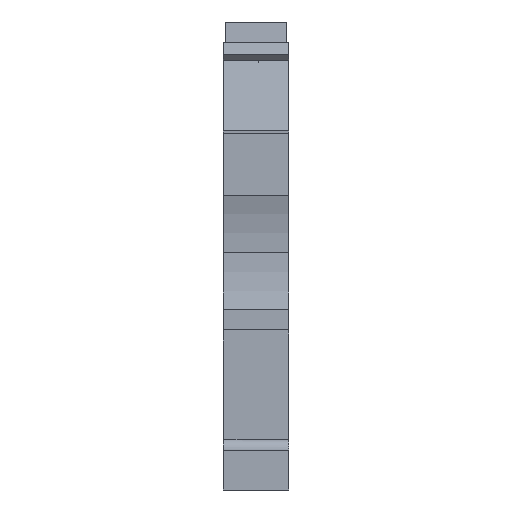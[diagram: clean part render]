
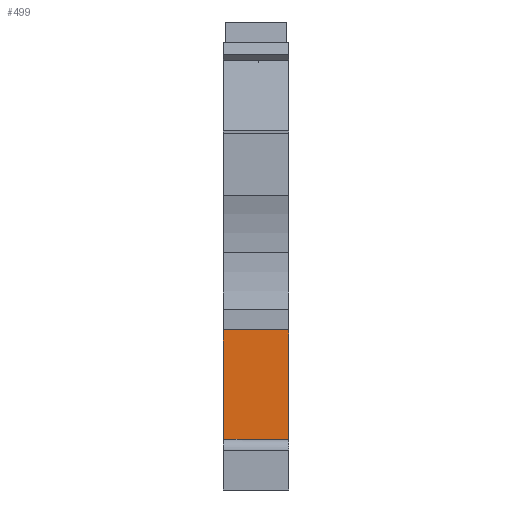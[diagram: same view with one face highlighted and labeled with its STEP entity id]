
A CAD part, front view. The second image highlights one B-rep face of the part: STEP entity #499.
In plain terms, the highlighted planar face has unit normal (0, -1, 0).
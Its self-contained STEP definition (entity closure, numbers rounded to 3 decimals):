
#499=ADVANCED_FACE('',(#1205),#1206,.T.);
#1205=FACE_OUTER_BOUND('',#2117,.T.);
#1206=PLANE('',#2118);
#2117=EDGE_LOOP('',(#3710,#3711,#3712,#3713,#3714,#3715));
#2118=AXIS2_PLACEMENT_3D('',#3716,#3717,#3718);
#3710=ORIENTED_EDGE('',*,*,#6157,.F.);
#3711=ORIENTED_EDGE('',*,*,#5913,.F.);
#3712=ORIENTED_EDGE('',*,*,#6040,.T.);
#3713=ORIENTED_EDGE('',*,*,#5967,.T.);
#3714=ORIENTED_EDGE('',*,*,#5812,.F.);
#3715=ORIENTED_EDGE('',*,*,#5893,.T.);
#3716=CARTESIAN_POINT('',(5.15,3.6,5.));
#3717=DIRECTION('',(0.,-1.0,0.));
#3718=DIRECTION('',(1.0,0.,0.));
#5812=EDGE_CURVE('',#7104,#7106,#7107,.T.);
#5893=EDGE_CURVE('',#7104,#7247,#7249,.T.);
#5913=EDGE_CURVE('',#7279,#7281,#7282,.T.);
#5967=EDGE_CURVE('',#7368,#7106,#7373,.T.);
#6040=EDGE_CURVE('',#7279,#7368,#7481,.T.);
#6157=EDGE_CURVE('',#7281,#7247,#7653,.T.);
#7104=VERTEX_POINT('',#9732);
#7106=VERTEX_POINT('',#9735);
#7107=LINE('',#9736,#9737);
#7247=VERTEX_POINT('',#9941);
#7249=LINE('',#9944,#9945);
#7279=VERTEX_POINT('',#9986);
#7281=VERTEX_POINT('',#9989);
#7282=LINE('',#9990,#9991);
#7368=VERTEX_POINT('',#10119);
#7373=LINE('',#10126,#10127);
#7481=LINE('',#10287,#10288);
#7653=LINE('',#10559,#10560);
#9732=CARTESIAN_POINT('',(5.15,3.6,1.5));
#9735=CARTESIAN_POINT('',(1.,3.6,1.5));
#9736=CARTESIAN_POINT('',(5.15,3.6,1.5));
#9737=VECTOR('',#13540,1.0);
#9941=CARTESIAN_POINT('',(5.15,3.6,12.6));
#9944=CARTESIAN_POINT('',(5.15,3.6,4.265));
#9945=VECTOR('',#13633,1.0);
#9986=CARTESIAN_POINT('',(0.0,3.6,4.));
#9989=CARTESIAN_POINT('',(0.0,3.6,12.6));
#9990=CARTESIAN_POINT('',(0.0,3.6,4.265));
#9991=VECTOR('',#13664,1.0);
#10119=CARTESIAN_POINT('',(1.,3.6,4.));
#10126=CARTESIAN_POINT('',(1.,3.6,4.265));
#10127=VECTOR('',#13730,1.0);
#10287=CARTESIAN_POINT('',(5.15,3.6,4.));
#10288=VECTOR('',#13789,1.0);
#10559=CARTESIAN_POINT('',(5.15,3.6,12.6));
#10560=VECTOR('',#13910,1.0);
#13540=DIRECTION('',(-1.0,0.,0.));
#13633=DIRECTION('',(0.,0.,1.0));
#13664=DIRECTION('',(0.,0.,1.0));
#13730=DIRECTION('',(0.,0.,-1.0));
#13789=DIRECTION('',(1.0,0.,0.));
#13910=DIRECTION('',(1.0,0.,0.));
